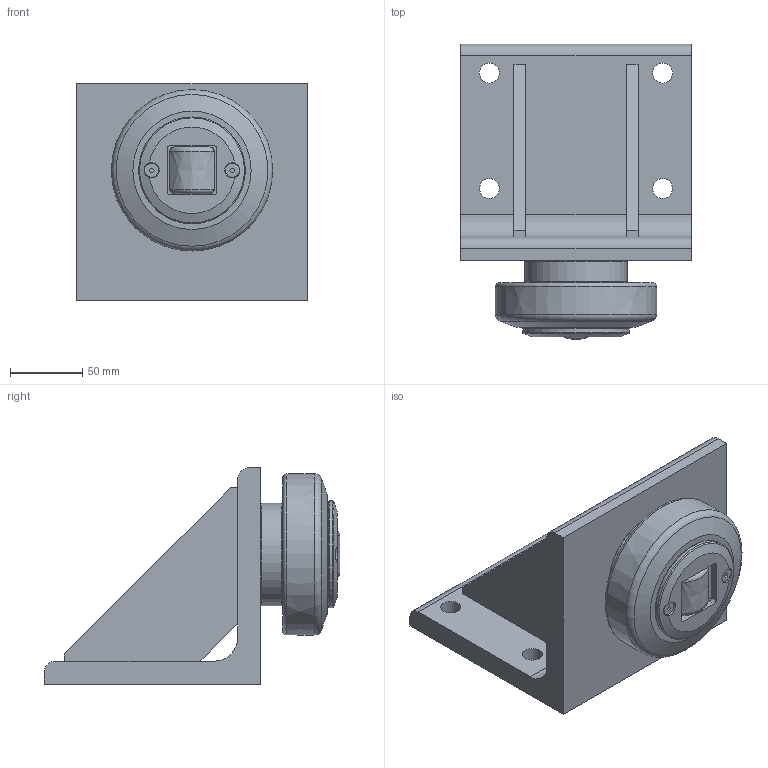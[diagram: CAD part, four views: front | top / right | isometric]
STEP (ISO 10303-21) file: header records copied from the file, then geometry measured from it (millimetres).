
FILE_DESCRIPTION(/* description */ ('-','CAx-IF Rec.Pracs.---Representation and Presentation of Product Manufacturing Information (PMI)---4.0---2014-10-13'),/* implementation_level */ '2;1');
FILE_NAME(/* name */ '98f6bfdd-493f-4eb2-8161-8cffe5bac68d.stp',/* time_stamp */ '2020-04-01T16:19:12+02:00',/* author */ ('-'),/* organization */ ('NTI CADcenter A/S'),/* preprocessor_version */ 'ST-DEVELOPER v18',/* originating_system */ 'Autodesk Inventor 2020',/* authorisation */ '-');
FILE_SCHEMA (('AP242_MANAGED_MODEL_BASED_3D_ENGINEERING_MIM_LF { 1 0 10303 442 1 1 4 }'));
Length unit declared in the file: millimetre
Products named in the file (1): PT 110.0320 BW1200_Kontur
Bounding box: 160 x 204.95 x 150 mm (x, y, z)
Volume: 1215763.6 mm3; surface area: 161734.5 mm2
Topology: 1 solids, 1 shells, 99 faces, 270 edges, 182 vertices
Faces by surface type: plane 54, cylinder 27, cone 11, torus 5, bspline 2
Full cylindrical faces by diameter (mm): 9.75 x2, 10.5 x2, 13.835 x4, 70.5 x1, 71 x1, 71.6 x1, 74 x1
Entity records: 3335 total; most frequent: CARTESIAN_POINT 696, DIRECTION 548, ORIENTED_EDGE 540, EDGE_CURVE 270, AXIS2_PLACEMENT_3D 196, VERTEX_POINT 182, LINE 156, VECTOR 156
